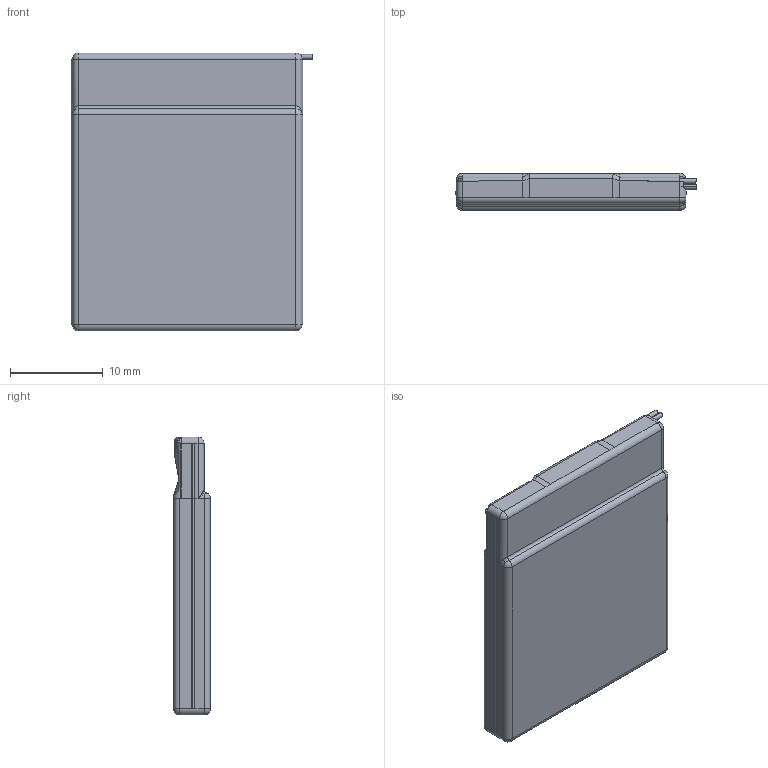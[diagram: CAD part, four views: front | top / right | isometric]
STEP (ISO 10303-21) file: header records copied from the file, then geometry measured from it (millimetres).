
FILE_DESCRIPTION (( 'STEP AP203' ), '1' );
FILE_NAME ('402530, LiPo battery 300 mAh.STEP', '2017-04-03T14:08:25', ( '' ), ( '' ), 'SwSTEP 2.0', 'SolidWorks 2016', '' );
FILE_SCHEMA (( 'CONFIG_CONTROL_DESIGN' ));
Length unit declared in the file: millimetre
Products named in the file (1): 402530, LiPo battery 300 mAh
Bounding box: 26.04 x 4 x 30 mm (x, y, z)
Volume: 2731 mm3; surface area: 5511.2 mm2
Topology: 5 solids, 5 shells, 307 faces, 788 edges, 457 vertices
Faces by surface type: plane 107, cylinder 102, bspline 62, sphere 28, torus 8
Entity records: 16587 total; most frequent: CARTESIAN_POINT 9907, ORIENTED_EDGE 1508, DIRECTION 1186, EDGE_CURVE 754, VERTEX_POINT 457, AXIS2_PLACEMENT_3D 429, LINE 328, VECTOR 328
